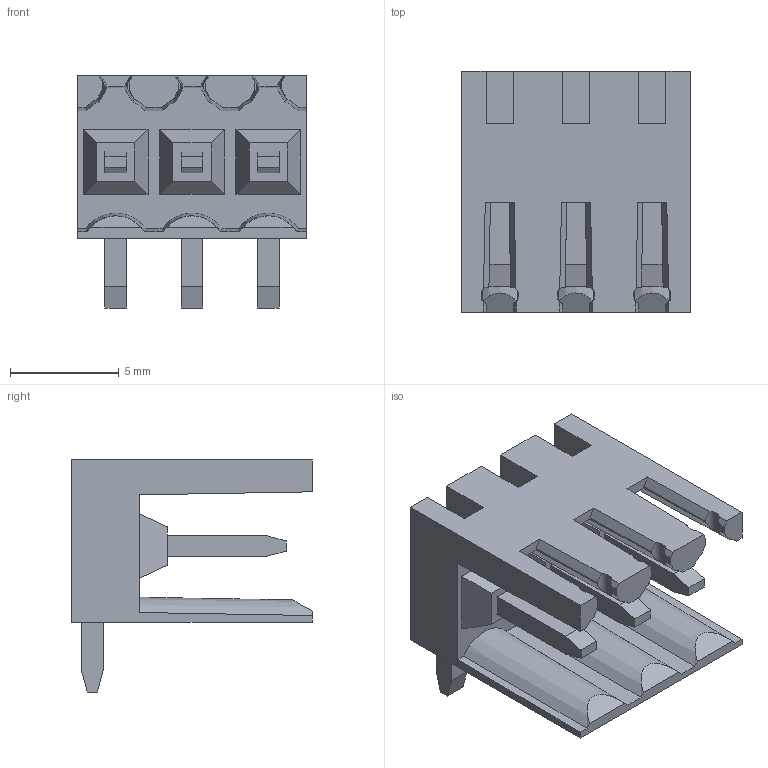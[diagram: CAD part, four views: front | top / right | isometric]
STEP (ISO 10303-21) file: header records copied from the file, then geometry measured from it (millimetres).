
FILE_DESCRIPTION(('CATIA V5 STEP Exchange','CAx-IF Rec.Pracs.--- Model Styling and Organization---1.2---2011-12-15'),'2;1');
FILE_NAME ('D1453046_0_1597220000_1597220000.stp','2018-10-10T06:01:16+00:00',('none'),('Weidmueller'),'CATIA Version 5-6 Release 2014','CATIA V5 STEP AP214','none');
FILE_SCHEMA(('AUTOMOTIVE_DESIGN { 1 0 10303 214 1 1 1 1 }'));
Length unit declared in the file: millimetre
Products named in the file (1): 1597220000
Bounding box: 10.5 x 11.05 x 10.65 mm (x, y, z)
Volume: 379.3 mm3; surface area: 966.4 mm2
Topology: 4 solids, 4 shells, 193 faces, 562 edges, 377 vertices
Faces by surface type: plane 160, cylinder 24, cone 9
Entity records: 6050 total; most frequent: CARTESIAN_POINT 1379, ORIENTED_EDGE 1124, DIRECTION 705, EDGE_CURVE 562, VECTOR 401, LINE 401, VERTEX_POINT 377, EDGE_LOOP 199
